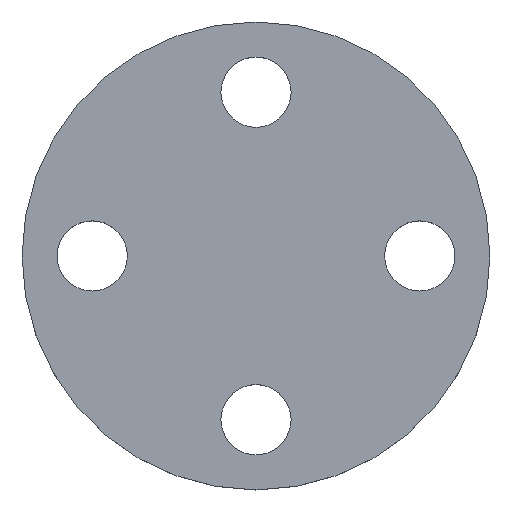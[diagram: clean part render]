
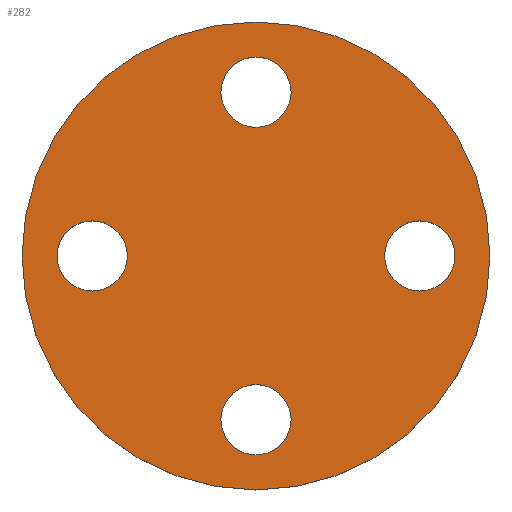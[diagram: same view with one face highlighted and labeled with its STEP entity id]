
A CAD part, top view. The second image highlights one B-rep face of the part: STEP entity #282.
In plain terms, the highlighted planar face has unit normal (0, 0, 1).
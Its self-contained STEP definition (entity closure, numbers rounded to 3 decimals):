
#8 = CIRCLE ( 'NONE', #571, 1.5 ) ;
#11 = DIRECTION ( 'NONE',  ( 0., 0., 1. ) ) ;
#18 = VERTEX_POINT ( 'NONE', #301 ) ;
#19 = EDGE_CURVE ( 'NONE', #318, #18, #55, .T. ) ;
#27 = CARTESIAN_POINT ( 'NONE',  ( 0., 0., 2. ) ) ;
#48 = ORIENTED_EDGE ( 'NONE', *, *, #477, .T. ) ;
#49 = CARTESIAN_POINT ( 'NONE',  ( -7., 0., 2. ) ) ;
#55 = CIRCLE ( 'NONE', #97, 10. ) ;
#58 = EDGE_CURVE ( 'NONE', #563, #528, #499, .T. ) ;
#59 = FACE_BOUND ( 'NONE', #560, .T. ) ;
#62 = DIRECTION ( 'NONE',  ( 1., 0., 0. ) ) ;
#66 = DIRECTION ( 'NONE',  ( 1., 0., 0. ) ) ;
#68 = CIRCLE ( 'NONE', #510, 1.5 ) ;
#75 = CARTESIAN_POINT ( 'NONE',  ( 0., -7., 2. ) ) ;
#84 = CARTESIAN_POINT ( 'NONE',  ( 1.5, -7., 2. ) ) ;
#97 = AXIS2_PLACEMENT_3D ( 'NONE', #307, #122, #393 ) ;
#102 = VERTEX_POINT ( 'NONE', #562 ) ;
#115 = EDGE_CURVE ( 'NONE', #166, #405, #263, .T. ) ;
#122 = DIRECTION ( 'NONE',  ( 0., 0., 1. ) ) ;
#130 = DIRECTION ( 'NONE',  ( 1., 0., 0. ) ) ;
#143 = EDGE_CURVE ( 'NONE', #589, #296, #424, .T. ) ;
#156 = EDGE_CURVE ( 'NONE', #296, #589, #361, .T. ) ;
#163 = CARTESIAN_POINT ( 'NONE',  ( 8.5, 0., 2. ) ) ;
#166 = VERTEX_POINT ( 'NONE', #379 ) ;
#172 = CIRCLE ( 'NONE', #266, 1.5 ) ;
#177 = CARTESIAN_POINT ( 'NONE',  ( -1.5, -7., 2. ) ) ;
#198 = CARTESIAN_POINT ( 'NONE',  ( -10., 0., 2. ) ) ;
#199 = DIRECTION ( 'NONE',  ( 0., 0., 1. ) ) ;
#201 = CARTESIAN_POINT ( 'NONE',  ( -7., 0., 2. ) ) ;
#215 = DIRECTION ( 'NONE',  ( 0., 0., 1. ) ) ;
#222 = ORIENTED_EDGE ( 'NONE', *, *, #19, .T. ) ;
#224 = DIRECTION ( 'NONE',  ( 1., 0., 0. ) ) ;
#226 = DIRECTION ( 'NONE',  ( 1., 0., 0. ) ) ;
#233 = FACE_OUTER_BOUND ( 'NONE', #287, .T. ) ;
#242 = EDGE_CURVE ( 'NONE', #284, #102, #172, .T. ) ;
#252 = CARTESIAN_POINT ( 'NONE',  ( 0., -7., 2. ) ) ;
#256 = DIRECTION ( 'NONE',  ( 1., 0., 0. ) ) ;
#263 = CIRCLE ( 'NONE', #549, 1.5 ) ;
#266 = AXIS2_PLACEMENT_3D ( 'NONE', #49, #386, #62 ) ;
#272 = CARTESIAN_POINT ( 'NONE',  ( 0., 7., 2. ) ) ;
#282 = ADVANCED_FACE ( 'NONE', ( #468, #288, #233, #473, #59 ), #283, .T. ) ;
#283 = PLANE ( 'NONE',  #394 ) ;
#284 = VERTEX_POINT ( 'NONE', #292 ) ;
#287 = EDGE_LOOP ( 'NONE', ( #222, #48 ) ) ;
#288 = FACE_BOUND ( 'NONE', #446, .T. ) ;
#292 = CARTESIAN_POINT ( 'NONE',  ( -8.5, 0., 2. ) ) ;
#296 = VERTEX_POINT ( 'NONE', #466 ) ;
#297 = CARTESIAN_POINT ( 'NONE',  ( 7., 0., 2. ) ) ;
#301 = CARTESIAN_POINT ( 'NONE',  ( 10., 0., 2. ) ) ;
#307 = CARTESIAN_POINT ( 'NONE',  ( 0., 0., 2. ) ) ;
#309 = AXIS2_PLACEMENT_3D ( 'NONE', #75, #533, #256 ) ;
#318 = VERTEX_POINT ( 'NONE', #198 ) ;
#329 = CARTESIAN_POINT ( 'NONE',  ( 0., 7., 2. ) ) ;
#330 = EDGE_CURVE ( 'NONE', #102, #284, #8, .T. ) ;
#335 = EDGE_LOOP ( 'NONE', ( #513, #516 ) ) ;
#340 = DIRECTION ( 'NONE',  ( 0., 0., 1. ) ) ;
#358 = DIRECTION ( 'NONE',  ( 0., 0., 1. ) ) ;
#361 = CIRCLE ( 'NONE', #550, 1.5 ) ;
#379 = CARTESIAN_POINT ( 'NONE',  ( 1.5, 7., 2. ) ) ;
#386 = DIRECTION ( 'NONE',  ( 0., 0., 1. ) ) ;
#393 = DIRECTION ( 'NONE',  ( 1., 0., 0. ) ) ;
#394 = AXIS2_PLACEMENT_3D ( 'NONE', #426, #429, #561 ) ;
#397 = DIRECTION ( 'NONE',  ( 0., 0., 1. ) ) ;
#405 = VERTEX_POINT ( 'NONE', #418 ) ;
#408 = AXIS2_PLACEMENT_3D ( 'NONE', #252, #397, #130 ) ;
#418 = CARTESIAN_POINT ( 'NONE',  ( -1.5, 7., 2. ) ) ;
#419 = ORIENTED_EDGE ( 'NONE', *, *, #242, .F. ) ;
#424 = CIRCLE ( 'NONE', #577, 1.5 ) ;
#426 = CARTESIAN_POINT ( 'NONE',  ( 0., 0., 2. ) ) ;
#429 = DIRECTION ( 'NONE',  ( 0., 0., 1. ) ) ;
#434 = CARTESIAN_POINT ( 'NONE',  ( 7., 0., 2. ) ) ;
#441 = ORIENTED_EDGE ( 'NONE', *, *, #58, .F. ) ;
#446 = EDGE_LOOP ( 'NONE', ( #483, #554 ) ) ;
#450 = AXIS2_PLACEMENT_3D ( 'NONE', #27, #215, #494 ) ;
#466 = CARTESIAN_POINT ( 'NONE',  ( 5.5, 0., 2. ) ) ;
#468 = FACE_BOUND ( 'NONE', #596, .T. ) ;
#471 = ORIENTED_EDGE ( 'NONE', *, *, #330, .F. ) ;
#473 = FACE_BOUND ( 'NONE', #335, .T. ) ;
#477 = EDGE_CURVE ( 'NONE', #18, #318, #587, .T. ) ;
#481 = DIRECTION ( 'NONE',  ( 1., 0., 0. ) ) ;
#483 = ORIENTED_EDGE ( 'NONE', *, *, #501, .F. ) ;
#494 = DIRECTION ( 'NONE',  ( 1., 0., 0. ) ) ;
#499 = CIRCLE ( 'NONE', #309, 1.5 ) ;
#501 = EDGE_CURVE ( 'NONE', #405, #166, #68, .T. ) ;
#507 = DIRECTION ( 'NONE',  ( 0., 0., 1. ) ) ;
#510 = AXIS2_PLACEMENT_3D ( 'NONE', #272, #358, #224 ) ;
#513 = ORIENTED_EDGE ( 'NONE', *, *, #156, .F. ) ;
#516 = ORIENTED_EDGE ( 'NONE', *, *, #143, .F. ) ;
#527 = DIRECTION ( 'NONE',  ( 1., 0., 0. ) ) ;
#528 = VERTEX_POINT ( 'NONE', #84 ) ;
#533 = DIRECTION ( 'NONE',  ( 0., 0., 1. ) ) ;
#548 = CIRCLE ( 'NONE', #408, 1.5 ) ;
#549 = AXIS2_PLACEMENT_3D ( 'NONE', #329, #340, #527 ) ;
#550 = AXIS2_PLACEMENT_3D ( 'NONE', #434, #11, #66 ) ;
#551 = ORIENTED_EDGE ( 'NONE', *, *, #573, .F. ) ;
#554 = ORIENTED_EDGE ( 'NONE', *, *, #115, .F. ) ;
#560 = EDGE_LOOP ( 'NONE', ( #419, #471 ) ) ;
#561 = DIRECTION ( 'NONE',  ( 1., 0., 0. ) ) ;
#562 = CARTESIAN_POINT ( 'NONE',  ( -5.5, 0., 2. ) ) ;
#563 = VERTEX_POINT ( 'NONE', #177 ) ;
#571 = AXIS2_PLACEMENT_3D ( 'NONE', #201, #507, #226 ) ;
#573 = EDGE_CURVE ( 'NONE', #528, #563, #548, .T. ) ;
#577 = AXIS2_PLACEMENT_3D ( 'NONE', #297, #199, #481 ) ;
#587 = CIRCLE ( 'NONE', #450, 10. ) ;
#589 = VERTEX_POINT ( 'NONE', #163 ) ;
#596 = EDGE_LOOP ( 'NONE', ( #441, #551 ) ) ;
